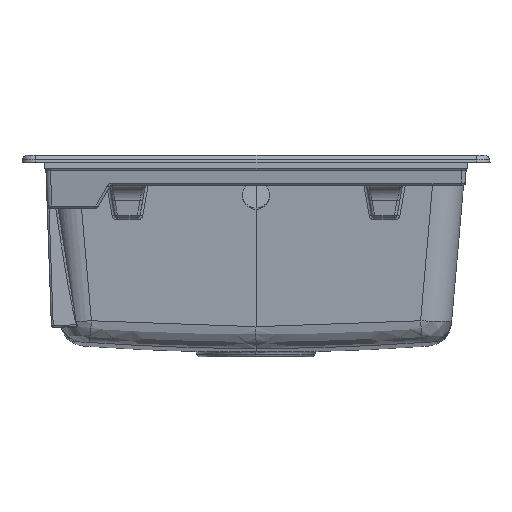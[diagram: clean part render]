
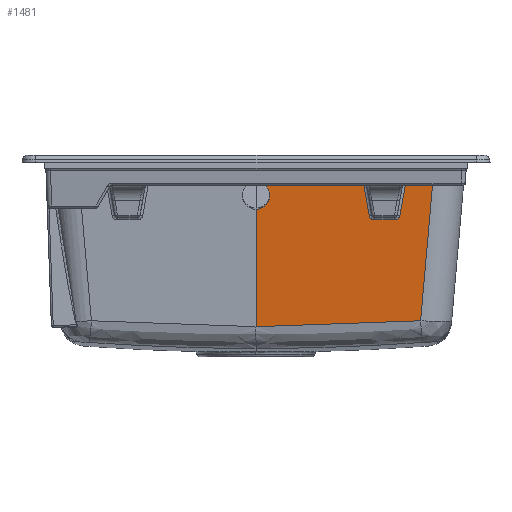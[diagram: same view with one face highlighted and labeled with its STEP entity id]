
A CAD part, left-side view. The second image highlights one B-rep face of the part: STEP entity #1481.
In plain terms, the highlighted planar face has unit normal (-0.996, 0, -0.087).
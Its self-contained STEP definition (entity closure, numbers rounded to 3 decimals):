
#316=PLANE('',#5642);
#513=B_SPLINE_CURVE_WITH_KNOTS('',3,(#14467,#14468,#14469,#14470,#14471,
#14472,#14473,#14474,#14475,#14476,#14477,#14478,#14479,#14480,#14481,#14482,
#14483,#14484,#14485,#14486,#14487,#14488,#14489,#14490,#14491,#14492,#14493,
#14494,#14495,#14496,#14497,#14498,#14499,#14500,#14501,#14502,#14503,#14504,
#14505,#14506,#14507),.UNSPECIFIED.,.F.,.F.,(4,1,1,1,1,1,2,2,1,1,1,1,1,
2,2,1,1,1,1,1,2,2,1,1,1,1,1,1,2,2,4),(0.,0.125,0.187,
0.219,0.234,0.242,0.246,
0.25,0.375,0.437,0.469,0.484,
0.492,0.496,0.5,0.562,
0.594,0.609,0.617,0.621,
0.623,0.625,0.687,0.719,
0.734,0.742,0.746,0.748,
0.749,0.75,1.),.UNSPECIFIED.);
#525=B_SPLINE_CURVE_WITH_KNOTS('',3,(#15335,#15336,#15337,#15338),
 .UNSPECIFIED.,.F.,.F.,(4,4),(0.,1.),.UNSPECIFIED.);
#573=ELLIPSE('',#5626,6.023,6.);
#574=ELLIPSE('',#5630,6.023,6.);
#909=LINE('',#14413,#1141);
#910=LINE('',#14417,#1142);
#911=LINE('',#14442,#1143);
#912=LINE('',#14465,#1144);
#913=LINE('',#14520,#1145);
#914=LINE('',#14526,#1146);
#918=LINE('',#15255,#1150);
#1141=VECTOR('',#6753,1.);
#1142=VECTOR('',#6758,1.);
#1143=VECTOR('',#6767,1.);
#1144=VECTOR('',#6774,1.);
#1145=VECTOR('',#6777,1.);
#1146=VECTOR('',#6778,1.);
#1150=VECTOR('',#6800,1.);
#1481=ADVANCED_FACE('',(#1829),#316,.T.);
#1829=FACE_OUTER_BOUND('',#2175,.T.);
#2175=EDGE_LOOP('',(#3680,#3681,#3682,#3683,#3684,#3685,#3686,#3687,#3688,
#3689,#3690,#3691));
#3680=ORIENTED_EDGE('',*,*,#4893,.T.);
#3681=ORIENTED_EDGE('',*,*,#4908,.T.);
#3682=ORIENTED_EDGE('',*,*,#4933,.F.);
#3683=ORIENTED_EDGE('',*,*,#4929,.T.);
#3684=ORIENTED_EDGE('',*,*,#4895,.T.);
#3685=ORIENTED_EDGE('',*,*,#4897,.T.);
#3686=ORIENTED_EDGE('',*,*,#4899,.T.);
#3687=ORIENTED_EDGE('',*,*,#4901,.T.);
#3688=ORIENTED_EDGE('',*,*,#4903,.T.);
#3689=ORIENTED_EDGE('',*,*,#4904,.T.);
#3690=ORIENTED_EDGE('',*,*,#4905,.T.);
#3691=ORIENTED_EDGE('',*,*,#4906,.T.);
#4110=VERTEX_POINT('',#13593);
#4115=VERTEX_POINT('',#13625);
#4117=VERTEX_POINT('',#13718);
#4146=VERTEX_POINT('',#14361);
#4147=VERTEX_POINT('',#14409);
#4148=VERTEX_POINT('',#14410);
#4149=VERTEX_POINT('',#14416);
#4150=VERTEX_POINT('',#14420);
#4151=VERTEX_POINT('',#14441);
#4152=VERTEX_POINT('',#14445);
#4153=VERTEX_POINT('',#14525);
#4166=VERTEX_POINT('',#15256);
#4893=EDGE_CURVE('',#4147,#4148,#5166,.T.);
#4895=EDGE_CURVE('',#4146,#4110,#909,.T.);
#4897=EDGE_CURVE('',#4110,#4149,#910,.T.);
#4899=EDGE_CURVE('',#4149,#4150,#573,.T.);
#4901=EDGE_CURVE('',#4150,#4151,#911,.T.);
#4903=EDGE_CURVE('',#4151,#4152,#574,.T.);
#4904=EDGE_CURVE('',#4152,#4115,#912,.T.);
#4905=EDGE_CURVE('',#4115,#4117,#513,.T.);
#4906=EDGE_CURVE('',#4117,#4147,#913,.T.);
#4908=EDGE_CURVE('',#4148,#4153,#914,.T.);
#4929=EDGE_CURVE('',#4166,#4146,#918,.T.);
#4933=EDGE_CURVE('',#4166,#4153,#525,.T.);
#5166=CIRCLE('',#5619,15.);
#5619=AXIS2_PLACEMENT_3D('',#14408,#6747,#6748);
#5626=AXIS2_PLACEMENT_3D('',#14421,#6763,#6764);
#5630=AXIS2_PLACEMENT_3D('',#14446,#6772,#6773);
#5642=AXIS2_PLACEMENT_3D('',#15339,#6803,#6804);
#6747=DIRECTION('',(0.996,0.,0.087));
#6748=DIRECTION('',(-0.087,0.,0.996));
#6753=DIRECTION('',(0.,1.,0.));
#6758=DIRECTION('',(0.086,0.173,-0.981));
#6763=DIRECTION('',(0.996,0.,0.087));
#6764=DIRECTION('',(0.087,0.,-0.996));
#6767=DIRECTION('',(0.,1.,0.));
#6772=DIRECTION('',(0.996,0.,0.087));
#6773=DIRECTION('',(-0.087,0.,0.996));
#6774=DIRECTION('',(-0.086,0.173,0.981));
#6777=DIRECTION('',(0.087,0.,-0.996));
#6778=DIRECTION('',(0.087,0.,-0.996));
#6800=DIRECTION('',(-0.087,-0.087,0.992));
#6803=DIRECTION('',(-0.996,0.,-0.087));
#6804=DIRECTION('',(0.087,0.,-0.996));
#13593=CARTESIAN_POINT('',(47.458,-165.38,-17.279));
#13625=CARTESIAN_POINT('',(48.155,-116.239,-25.241));
#13718=CARTESIAN_POINT('',(48.155,0.,-25.243));
#14361=CARTESIAN_POINT('',(47.458,-193.671,-17.279));
#14408=CARTESIAN_POINT('',(49.811,0.,-44.171));
#14409=CARTESIAN_POINT('',(48.504,0.,-29.228));
#14410=CARTESIAN_POINT('',(51.118,0.,-59.114));
#14413=CARTESIAN_POINT('',(47.458,215.,-17.279));
#14416=CARTESIAN_POINT('',(51.702,-156.828,-65.78));
#14417=CARTESIAN_POINT('',(51.723,-156.784,-66.03));
#14420=CARTESIAN_POINT('',(52.135,-150.919,-70.739));
#14421=CARTESIAN_POINT('',(51.61,-150.919,-64.739));
#14441=CARTESIAN_POINT('',(52.135,-129.296,-70.739));
#14442=CARTESIAN_POINT('',(52.135,-129.296,-70.739));
#14445=CARTESIAN_POINT('',(51.702,-123.388,-65.78));
#14446=CARTESIAN_POINT('',(51.61,-129.296,-64.739));
#14465=CARTESIAN_POINT('',(48.2,-116.33,-25.752));
#14467=CARTESIAN_POINT('',(48.155,-116.239,-25.241));
#14468=CARTESIAN_POINT('',(48.155,-111.775,-25.239));
#14469=CARTESIAN_POINT('',(48.154,-104.795,-25.236));
#14470=CARTESIAN_POINT('',(48.154,-96.153,-25.234));
#14471=CARTESIAN_POINT('',(48.154,-91.708,-25.233));
#14472=CARTESIAN_POINT('',(48.154,-89.454,-25.233));
#14473=CARTESIAN_POINT('',(48.154,-88.319,-25.233));
#14474=CARTESIAN_POINT('',(48.154,-87.831,-25.233));
#14475=CARTESIAN_POINT('',(48.154,-87.506,-25.233));
#14476=CARTESIAN_POINT('',(48.154,-87.309,-25.233));
#14477=CARTESIAN_POINT('',(48.154,-83.051,-25.232));
#14478=CARTESIAN_POINT('',(48.154,-76.322,-25.232));
#14479=CARTESIAN_POINT('',(48.154,-67.534,-25.233));
#14480=CARTESIAN_POINT('',(48.154,-62.905,-25.233));
#14481=CARTESIAN_POINT('',(48.154,-60.532,-25.234));
#14482=CARTESIAN_POINT('',(48.154,-59.331,-25.234));
#14483=CARTESIAN_POINT('',(48.154,-58.813,-25.234));
#14484=CARTESIAN_POINT('',(48.154,-58.467,-25.234));
#14485=CARTESIAN_POINT('',(48.154,-58.238,-25.234));
#14486=CARTESIAN_POINT('',(48.154,-56.23,-25.235));
#14487=CARTESIAN_POINT('',(48.154,-52.996,-25.235));
#14488=CARTESIAN_POINT('',(48.154,-48.526,-25.236));
#14489=CARTESIAN_POINT('',(48.154,-46.116,-25.236));
#14490=CARTESIAN_POINT('',(48.154,-44.867,-25.237));
#14491=CARTESIAN_POINT('',(48.154,-44.232,-25.237));
#14492=CARTESIAN_POINT('',(48.154,-43.958,-25.237));
#14493=CARTESIAN_POINT('',(48.154,-43.774,-25.237));
#14494=CARTESIAN_POINT('',(48.154,-43.718,-25.237));
#14495=CARTESIAN_POINT('',(48.155,-39.491,-25.238));
#14496=CARTESIAN_POINT('',(48.155,-34.602,-25.239));
#14497=CARTESIAN_POINT('',(48.155,-31.097,-25.239));
#14498=CARTESIAN_POINT('',(48.155,-29.895,-25.24));
#14499=CARTESIAN_POINT('',(48.155,-29.432,-25.24));
#14500=CARTESIAN_POINT('',(48.155,-29.234,-25.24));
#14501=CARTESIAN_POINT('',(48.155,-29.144,-25.24));
#14502=CARTESIAN_POINT('',(48.155,-29.107,-25.24));
#14503=CARTESIAN_POINT('',(48.155,-29.083,-25.24));
#14504=CARTESIAN_POINT('',(48.155,-29.105,-25.24));
#14505=CARTESIAN_POINT('',(48.155,-17.518,-25.242));
#14506=CARTESIAN_POINT('',(48.155,-7.832,-25.243));
#14507=CARTESIAN_POINT('',(48.155,0.,-25.243));
#14520=CARTESIAN_POINT('',(46.053,0.,-1.22));
#14525=CARTESIAN_POINT('',(62.308,0.,-187.014));
#14526=CARTESIAN_POINT('',(46.053,0.,-1.22));
#15255=CARTESIAN_POINT('',(45.903,-195.226,0.497));
#15256=CARTESIAN_POINT('',(61.746,-179.384,-180.584));
#15335=CARTESIAN_POINT('',(61.746,-179.384,-180.584));
#15336=CARTESIAN_POINT('',(62.121,-119.667,-184.876));
#15337=CARTESIAN_POINT('',(62.308,-59.872,-187.012));
#15338=CARTESIAN_POINT('',(62.308,0.,-187.014));
#15339=CARTESIAN_POINT('',(46.053,215.,-1.22));
